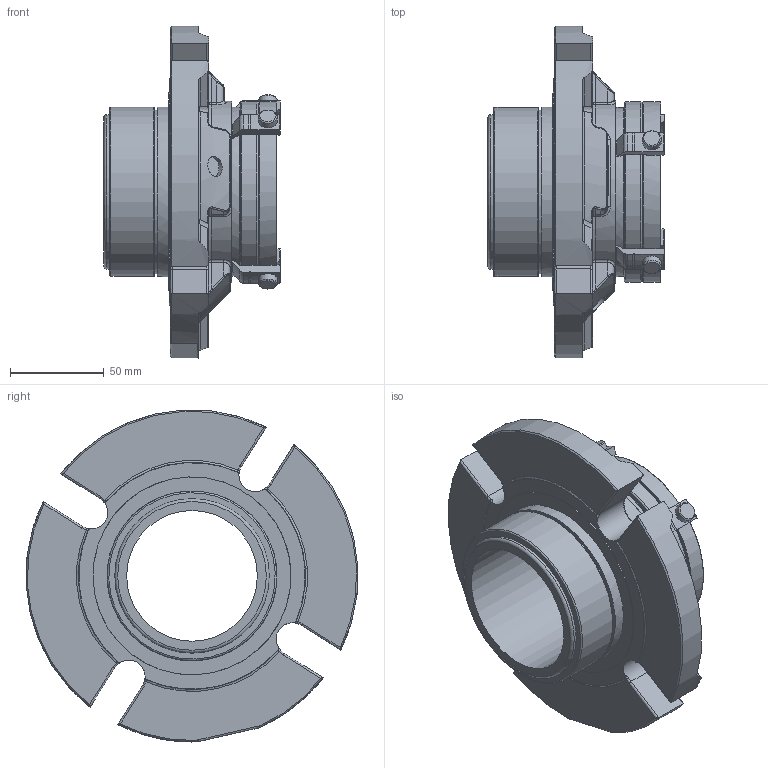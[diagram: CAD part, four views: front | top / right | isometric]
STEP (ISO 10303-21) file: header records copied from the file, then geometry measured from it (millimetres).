
FILE_DESCRIPTION(/* description */ ('Unknown'),/* implementation_level */ '2;1');
FILE_NAME(/* name */ '2.750',/* time_stamp */ '2023-02-13T12:47:13+00:00',/* author */ ('Unknown'),/* organization */ ('Unknown'),/* preprocessor_version */ 'ST-DEVELOPER v16.7',/* originating_system */ 'Solid Edge',/* authorisation */ 'Unknown');
FILE_SCHEMA (('AUTOMOTIVE_DESIGN {1 0 10303 214 3 1 1}'));
Length unit declared in the file: millimetre
Products named in the file (1): 2.750
Bounding box: 94.18 x 177.31 x 177.43 mm (x, y, z)
Volume: 585319.5 mm3; surface area: 102018.9 mm2
Topology: 1 solids, 1 shells, 576 faces, 1464 edges, 922 vertices
Faces by surface type: plane 203, cylinder 152, torus 89, bspline 89, cone 27, sphere 16
Full cylindrical faces by diameter (mm): 3.175 x2, 3.761 x1, 10 x4, 10.998 x2, 69.85 x1, 82.525 x1, 84.531 x1, 87.478 x1, 90.373 x1, 90.475 x1, 90.805 x1, 96.672 x2, 105.766 x1
Entity records: 20159 total; most frequent: CARTESIAN_POINT 7253, ORIENTED_EDGE 2822, DIRECTION 2431, EDGE_CURVE 1411, AXIS2_PLACEMENT_3D 954, VERTEX_POINT 906, EDGE_LOOP 659, FACE_BOUND 659
